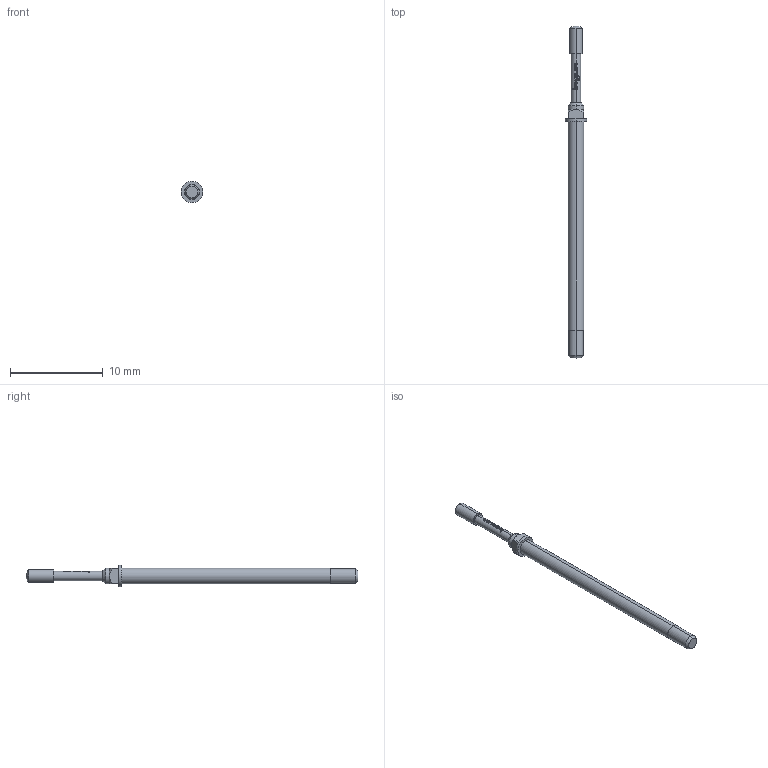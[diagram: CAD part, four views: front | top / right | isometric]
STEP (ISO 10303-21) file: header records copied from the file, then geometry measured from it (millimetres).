
FILE_DESCRIPTION (( 'STEP AP203' ), '1' );
FILE_NAME ('INGUN_GKS-112_305_140_X_xx02_M_0.STEP', '2017-01-20T09:29:50', ( '' ), ( '' ), 'SwSTEP 2.0', 'SolidWorks 2016', '' );
FILE_SCHEMA (( 'CONFIG_CONTROL_DESIGN' ));
Length unit declared in the file: millimetre
Products named in the file (1): INGUN_GKS-112_305_140_X_xx02_M_0
Bounding box: 2.3 x 35.8 x 2.3 mm (x, y, z)
Volume: 68 mm3; surface area: 181.6 mm2
Topology: 1 solids, 1 shells, 117 faces, 320 edges, 209 vertices
Faces by surface type: plane 52, cylinder 31, bspline 22, cone 10, sphere 2
Entity records: 4091 total; most frequent: CARTESIAN_POINT 1187, ORIENTED_EDGE 640, DIRECTION 536, EDGE_CURVE 320, AXIS2_PLACEMENT_3D 214, VERTEX_POINT 209, EDGE_LOOP 121, CIRCLE 118
